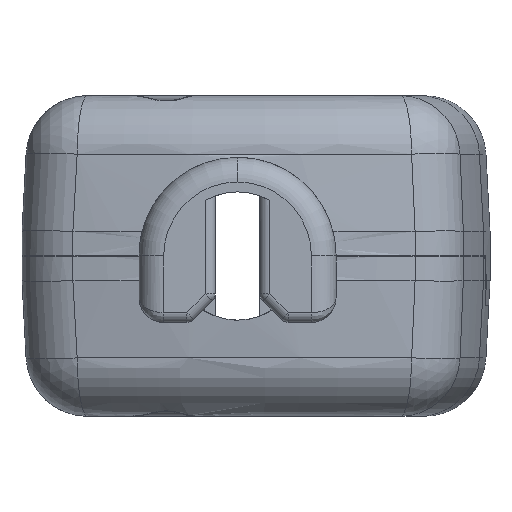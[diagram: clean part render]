
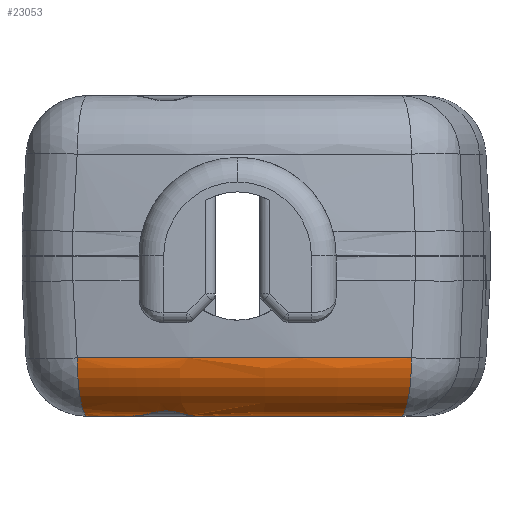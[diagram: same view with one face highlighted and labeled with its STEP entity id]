
A CAD part, left-side view. The second image highlights one B-rep face of the part: STEP entity #23053.
In plain terms, the highlighted toroidal (fillet/blend) face has major radius 36.11 mm and minor radius 2.5 mm.
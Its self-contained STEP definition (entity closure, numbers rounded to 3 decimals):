
#66=TOROIDAL_SURFACE('',#24469,36.11,2.5);
#376=B_SPLINE_CURVE_WITH_KNOTS('',3,(#33149,#33150,#33151,#33152),
 .UNSPECIFIED.,.F.,.F.,(4,4),(0.,1.),.UNSPECIFIED.);
#377=B_SPLINE_CURVE_WITH_KNOTS('',3,(#33154,#33155,#33156,#33157,#33158),
 .UNSPECIFIED.,.F.,.F.,(4,1,4),(0.,0.5,1.),
 .UNSPECIFIED.);
#378=B_SPLINE_CURVE_WITH_KNOTS('',3,(#33160,#33161,#33162,#33163),
 .UNSPECIFIED.,.F.,.F.,(4,4),(0.,1.),.UNSPECIFIED.);
#379=B_SPLINE_CURVE_WITH_KNOTS('',3,(#33165,#33166,#33167,#33168),
 .UNSPECIFIED.,.F.,.F.,(4,4),(0.,1.),.UNSPECIFIED.);
#6670=ORIENTED_EDGE('',*,*,#13550,.T.);
#6671=ORIENTED_EDGE('',*,*,#13551,.F.);
#6672=ORIENTED_EDGE('',*,*,#13552,.T.);
#6673=ORIENTED_EDGE('',*,*,#13553,.T.);
#6674=ORIENTED_EDGE('',*,*,#13554,.T.);
#6675=ORIENTED_EDGE('',*,*,#13555,.T.);
#6676=ORIENTED_EDGE('',*,*,#13556,.F.);
#6677=ORIENTED_EDGE('',*,*,#13545,.F.);
#6678=ORIENTED_EDGE('',*,*,#13557,.F.);
#13545=EDGE_CURVE('',#16946,#16937,#18975,.T.);
#13550=EDGE_CURVE('',#16949,#16950,#18979,.T.);
#13551=EDGE_CURVE('',#16951,#16950,#18980,.T.);
#13552=EDGE_CURVE('',#16951,#16952,#376,.T.);
#13553=EDGE_CURVE('',#16952,#16953,#377,.T.);
#13554=EDGE_CURVE('',#16953,#16954,#378,.T.);
#13555=EDGE_CURVE('',#16954,#16955,#379,.T.);
#13556=EDGE_CURVE('',#16937,#16955,#18981,.T.);
#13557=EDGE_CURVE('',#16949,#16946,#18982,.T.);
#16937=VERTEX_POINT('',#33100);
#16946=VERTEX_POINT('',#33131);
#16949=VERTEX_POINT('',#33145);
#16950=VERTEX_POINT('',#33146);
#16951=VERTEX_POINT('',#33148);
#16952=VERTEX_POINT('',#33153);
#16953=VERTEX_POINT('',#33159);
#16954=VERTEX_POINT('',#33164);
#16955=VERTEX_POINT('',#33169);
#18975=CIRCLE('',#24464,2.5);
#18979=CIRCLE('',#24470,2.5);
#18980=CIRCLE('',#24471,36.11);
#18981=CIRCLE('',#24472,36.11);
#18982=CIRCLE('',#24473,38.606);
#19488=EDGE_LOOP('',(#6670,#6671,#6672,#6673,#6674,#6675,#6676,#6677,#6678));
#20852=FACE_BOUND('',#19488,.T.);
#23053=ADVANCED_FACE('',(#20852),#66,.T.);
#24464=AXIS2_PLACEMENT_3D('',#33130,#26668,#26669);
#24469=AXIS2_PLACEMENT_3D('',#33143,#26678,#26679);
#24470=AXIS2_PLACEMENT_3D('',#33144,#26680,#26681);
#24471=AXIS2_PLACEMENT_3D('',#33147,#26682,#26683);
#24472=AXIS2_PLACEMENT_3D('',#33170,#26684,#26685);
#24473=AXIS2_PLACEMENT_3D('',#33171,#26686,#26687);
#26668=DIRECTION('',(0.183,-0.983,0.));
#26669=DIRECTION('',(0.983,0.183,0.));
#26678=DIRECTION('',(0.,0.,1.));
#26679=DIRECTION('',(1.,0.,0.));
#26680=DIRECTION('',(-0.169,-0.986,0.));
#26681=DIRECTION('',(-0.986,0.169,0.));
#26682=DIRECTION('',(0.,0.,-1.));
#26683=DIRECTION('',(1.,0.,0.));
#26684=DIRECTION('',(0.,0.,-1.));
#26685=DIRECTION('',(1.,0.,0.));
#26686=DIRECTION('',(0.,0.,1.));
#26687=DIRECTION('',(-1.,0.,0.));
#33100=CARTESIAN_POINT('',(-86.696,-12.179,-0.2));
#33130=CARTESIAN_POINT('',(-86.696,-12.179,2.3));
#33131=CARTESIAN_POINT('',(-89.15,-12.635,2.169));
#33143=CARTESIAN_POINT('',(-51.194,-5.579,2.3));
#33144=CARTESIAN_POINT('',(-86.785,0.522,2.3));
#33145=CARTESIAN_POINT('',(-89.245,0.944,2.169));
#33146=CARTESIAN_POINT('',(-86.785,0.522,-0.2));
#33147=CARTESIAN_POINT('',(-51.194,-5.579,-0.2));
#33148=CARTESIAN_POINT('',(-87.042,-1.237,-0.2));
#33149=CARTESIAN_POINT('',(-87.042,-1.237,-0.2));
#33150=CARTESIAN_POINT('',(-87.367,-1.537,-0.2));
#33151=CARTESIAN_POINT('',(-87.652,-1.8,-0.151));
#33152=CARTESIAN_POINT('',(-87.893,-2.022,-0.081));
#33153=CARTESIAN_POINT('',(-87.893,-2.022,-0.081));
#33154=CARTESIAN_POINT('',(-87.893,-2.022,-0.081));
#33155=CARTESIAN_POINT('',(-88.093,-2.207,-0.023));
#33156=CARTESIAN_POINT('',(-88.317,-2.729,0.067));
#33157=CARTESIAN_POINT('',(-88.085,-3.24,-0.06));
#33158=CARTESIAN_POINT('',(-87.884,-3.425,-0.116));
#33159=CARTESIAN_POINT('',(-87.884,-3.425,-0.116));
#33160=CARTESIAN_POINT('',(-87.884,-3.425,-0.116));
#33161=CARTESIAN_POINT('',(-87.828,-3.477,-0.132));
#33162=CARTESIAN_POINT('',(-87.771,-3.529,-0.145));
#33163=CARTESIAN_POINT('',(-87.714,-3.582,-0.156));
#33164=CARTESIAN_POINT('',(-87.714,-3.582,-0.156));
#33165=CARTESIAN_POINT('',(-87.714,-3.582,-0.156));
#33166=CARTESIAN_POINT('',(-87.585,-3.701,-0.182));
#33167=CARTESIAN_POINT('',(-87.433,-3.784,-0.2));
#33168=CARTESIAN_POINT('',(-87.262,-3.832,-0.2));
#33169=CARTESIAN_POINT('',(-87.262,-3.832,-0.2));
#33170=CARTESIAN_POINT('',(-51.194,-5.579,-0.2));
#33171=CARTESIAN_POINT('',(-51.194,-5.579,2.169));
